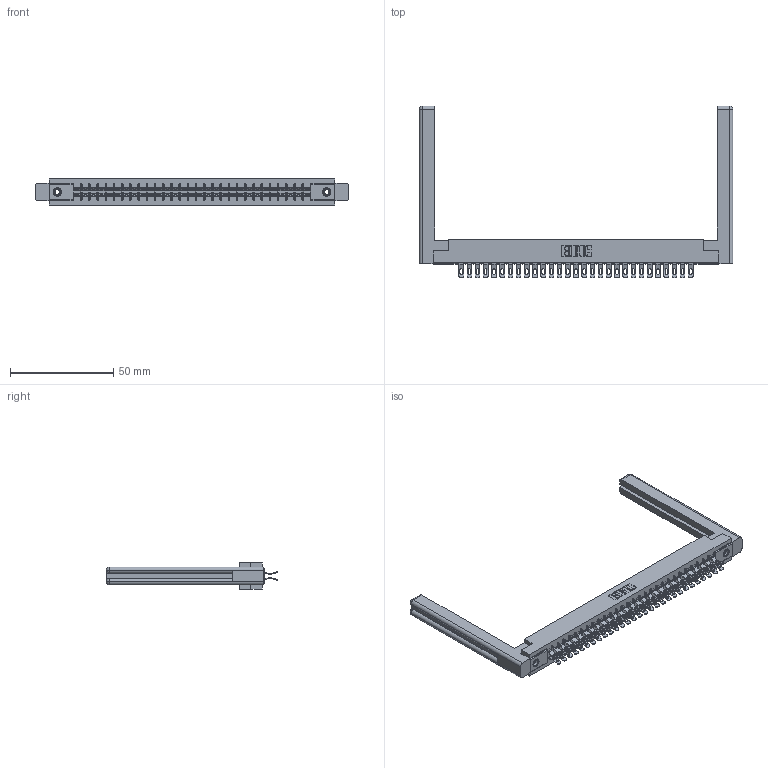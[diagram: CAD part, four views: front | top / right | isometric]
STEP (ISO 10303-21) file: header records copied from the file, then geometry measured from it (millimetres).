
FILE_DESCRIPTION (( 'STEP AP203' ), '1' );
FILE_NAME ('355-058-555-558.STEP', '2019-09-12T13:29:40', ( '' ), ( '' ), 'SwSTEP 2.0', 'SolidWorks 2016', '' );
FILE_SCHEMA (( 'CONFIG_CONTROL_DESIGN' ));
Length unit declared in the file: inch
Products named in the file (5): 305-290-001_555; 345-250-001_345-250-001-102; 307-220-058; 305 Part_.156 Dia; 355-058-555-558
Assembly tree (63 placements, depth 2):
  355-058-555-558
    305 Part_.156 Dia
    305-290-001_555  x58
    345-250-001_345-250-001-102  x2
    307-220-058  x2
Bounding box: 151.54 x 83.06 x 12.7 mm (x, y, z)
Volume: 22656.9 mm3; surface area: 26016.8 mm2
Topology: 63 solids, 63 shells, 4086 faces, 12125 edges, 7914 vertices
Faces by surface type: plane 2008, cylinder 1938, sphere 116, cone 12, torus 12
Entity records: 36239 total; most frequent: CARTESIAN_POINT 6030, ORIENTED_EDGE 5916, DIRECTION 5800, EDGE_CURVE 2958, LINE 2348, VECTOR 2348, VERTEX_POINT 1886, AXIS2_PLACEMENT_3D 1726
